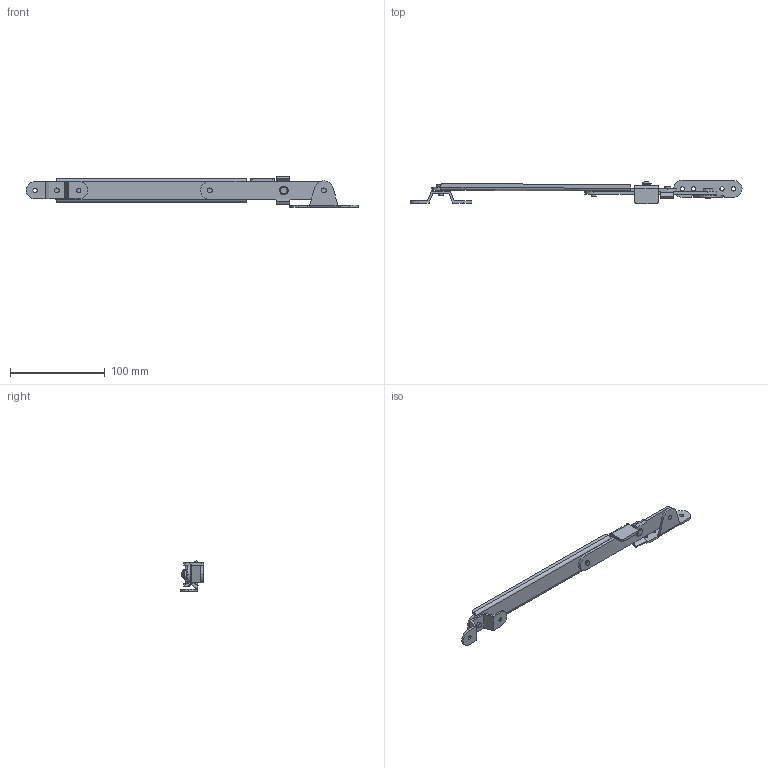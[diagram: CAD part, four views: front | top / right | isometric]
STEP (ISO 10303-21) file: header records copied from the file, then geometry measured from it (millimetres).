
FILE_DESCRIPTION (( 'STEP AP203' ), '1' );
FILE_NAME ('B-430-2_.STEP', '2008-09-18T13:47:05', ( ' ' ), ( ' ' ), 'SwSTEP 2.0', 'SolidWorks 2007', '' );
FILE_SCHEMA (( 'CONFIG_CONTROL_DESIGN' ));
Length unit declared in the file: millimetre
Products named in the file (14): 平ワッシャーM4みがき丸_JIS B 1256 Finished circular 4; B-430-2僗僩僢僷乕僺儞_岞_棉太倌; B-430-2樹脂ワッシャー_公_ﾃﾞﾌｫﾙﾄ; スプリングワッシャーM4_JIS B 1251 No.2 4; B-430-2僗僩僢僷乕_岞_棉太倌; B-430-2幉A_岞_棉太倌; 十字穴付なべねじM4トラス_JIS B 1111 Truss head screw M4 x 8 --8N; B-430-2幉B_岞_棉太倌; B-430-2庢晅儀乕僗A_岞_棉太倌; B-430-2傾乕儉A_岞_棉太倌; B-430-2_; B-430-2傾乕儉B_岞_棉太倌; M6用ナイロンワッシャー_ﾃﾞﾌｫﾙﾄ; B-430-2庢晅儀乕僗B_岞_棉太倌
Assembly tree (14 placements, depth 2):
  B-430-2_
    B-430-2傾乕儉B_岞_棉太倌
    B-430-2幉A_岞_棉太倌  x2
    B-430-2傾乕儉A_岞_棉太倌
    B-430-2庢晅儀乕僗A_岞_棉太倌
    B-430-2樹脂ワッシャー_公_ﾃﾞﾌｫﾙﾄ
    B-430-2僗僩僢僷乕_岞_棉太倌
    B-430-2庢晅儀乕僗B_岞_棉太倌
    B-430-2幉B_岞_棉太倌
    平ワッシャーM4みがき丸_JIS B 1256 Finished circular 4
    M6用ナイロンワッシャー_ﾃﾞﾌｫﾙﾄ
    スプリングワッシャーM4_JIS B 1251 No.2 4
    十字穴付なべねじM4トラス_JIS B 1111 Truss head screw M4 x 8 --8N
    B-430-2僗僩僢僷乕僺儞_岞_棉太倌
Bounding box: 349.5 x 24.59 x 32.6 mm (x, y, z)
Volume: 41311.6 mm3; surface area: 34518.8 mm2
Topology: 14 solids, 14 shells, 221 faces, 522 edges, 335 vertices
Faces by surface type: plane 104, cylinder 97, cone 16, torus 2, sphere 2
Entity records: 7772 total; most frequent: DIRECTION 1186, CARTESIAN_POINT 1077, ORIENTED_EDGE 1004, EDGE_CURVE 502, AXIS2_PLACEMENT_3D 464, VERTEX_POINT 323, VECTOR 258, LINE 258
